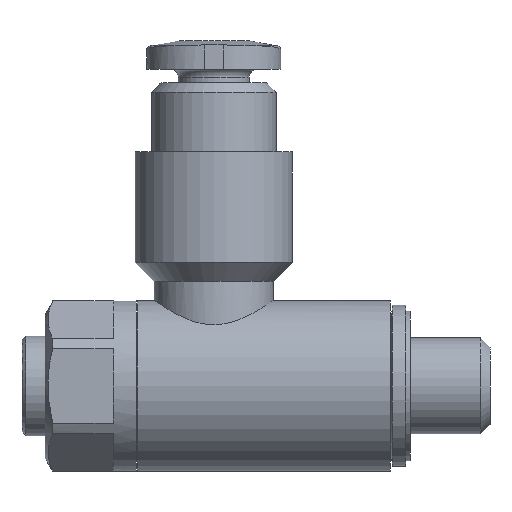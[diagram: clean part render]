
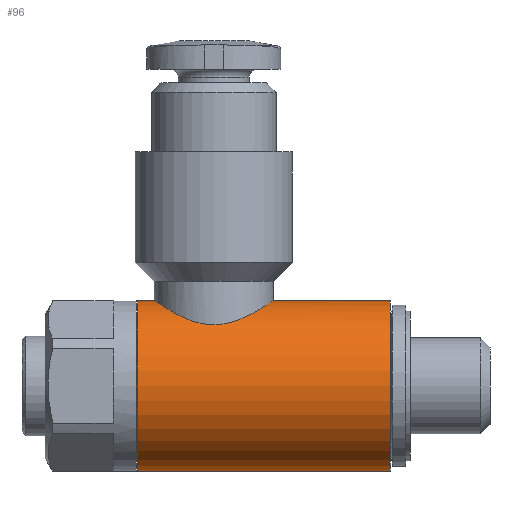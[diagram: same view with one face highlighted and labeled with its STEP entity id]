
A CAD part, left-side view. The second image highlights one B-rep face of the part: STEP entity #96.
In plain terms, the highlighted cylindrical face has radius 4.45 mm (diameter 8.9 mm), a full revolution.
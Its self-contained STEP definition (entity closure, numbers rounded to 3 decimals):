
#96 = ADVANCED_FACE( '', ( #248, #249, #250 ), #251, .T. );
#248 = FACE_OUTER_BOUND( '', #489, .T. );
#249 = FACE_OUTER_BOUND( '', #490, .T. );
#250 = FACE_BOUND( '', #491, .T. );
#251 = CYLINDRICAL_SURFACE( '', #492, 4.45 );
#489 = EDGE_LOOP( '', ( #733 ) );
#490 = EDGE_LOOP( '', ( #734 ) );
#491 = EDGE_LOOP( '', ( #735 ) );
#492 = AXIS2_PLACEMENT_3D( '', #736, #737, #738 );
#733 = ORIENTED_EDGE( '', *, *, #1191, .F. );
#734 = ORIENTED_EDGE( '', *, *, #1192, .T. );
#735 = ORIENTED_EDGE( '', *, *, #1193, .F. );
#736 = CARTESIAN_POINT( '', ( 0., -14.4, 0. ) );
#737 = DIRECTION( '', ( 0., 1., 0. ) );
#738 = DIRECTION( '', ( 0., 0., -1. ) );
#1191 = EDGE_CURVE( '', #1370, #1370, #1371, .T. );
#1192 = EDGE_CURVE( '', #1372, #1372, #1373, .T. );
#1193 = EDGE_CURVE( '', #1374, #1374, #1375, .T. );
#1370 = VERTEX_POINT( '', #1627 );
#1371 = CIRCLE( '', #1628, 4.45 );
#1372 = VERTEX_POINT( '', #1629 );
#1373 = CIRCLE( '', #1630, 4.45 );
#1374 = VERTEX_POINT( '', #1631 );
#1375 = B_SPLINE_CURVE_WITH_KNOTS( '', 3, ( #1632, #1633, #1634, #1635, #1636, #1637, #1638, #1639, #1640, #1641, #1642, #1643, #1644, #1645, #1646, #1647, #1648, #1649, #1650, #1651, #1652, #1653, #1654, #1655, #1656, #1657, #1658, #1659, #1660, #1661, #1662, #1663, #1664, #1665, #1666, #1667, #1668, #1669, #1670, #1671, #1672, #1673, #1674, #1675, #1676, #1677, #1678, #1679, #1680, #1681, #1682, #1683, #1684, #1685, #1686, #1687, #1688, #1689, #1690, #1691, #1692, #1693, #1694, #1695 ), .UNSPECIFIED., .T., .F., ( 2, 2, 2, 2, 2, 2, 2, 2, 2, 2, 2, 2, 2, 2, 2, 2, 2, 2, 2, 2, 2, 2, 2, 2, 2, 2, 2, 2, 2, 2, 2, 2, 2, 2 ), ( -0.001, 0., 0.001, 0.001, 0.002, 0.003, 0.003, 0.004, 0.004, 0.005, 0.006, 0.006, 0.007, 0.008, 0.009, 0.009, 0.01, 0.011, 0.011, 0.012, 0.013, 0.013, 0.014, 0.014, 0.015, 0.016, 0.016, 0.017, 0.018, 0.018, 0.019, 0.019, 0.02, 0.021 ), .UNSPECIFIED. );
#1627 = CARTESIAN_POINT( '', ( 0., -9.2, -4.45 ) );
#1628 = AXIS2_PLACEMENT_3D( '', #2119, #2120, #2121 );
#1629 = CARTESIAN_POINT( '', ( 0., 4., -4.45 ) );
#1630 = AXIS2_PLACEMENT_3D( '', #2122, #2123, #2124 );
#1631 = CARTESIAN_POINT( '', ( -3.1, 0., 3.193 ) );
#1632 = CARTESIAN_POINT( '', ( -3.1, 0.213, 3.193 ) );
#1633 = CARTESIAN_POINT( '', ( -3.1, -0.213, 3.193 ) );
#1634 = CARTESIAN_POINT( '', ( -3.078, -0.42, 3.214 ) );
#1635 = CARTESIAN_POINT( '', ( -2.995, -0.825, 3.291 ) );
#1636 = CARTESIAN_POINT( '', ( -2.933, -1.022, 3.348 ) );
#1637 = CARTESIAN_POINT( '', ( -2.778, -1.391, 3.478 ) );
#1638 = CARTESIAN_POINT( '', ( -2.683, -1.566, 3.553 ) );
#1639 = CARTESIAN_POINT( '', ( -2.463, -1.892, 3.708 ) );
#1640 = CARTESIAN_POINT( '', ( -2.34, -2.042, 3.788 ) );
#1641 = CARTESIAN_POINT( '', ( -2.065, -2.32, 3.945 ) );
#1642 = CARTESIAN_POINT( '', ( -1.912, -2.448, 4.022 ) );
#1643 = CARTESIAN_POINT( '', ( -1.586, -2.671, 4.162 ) );
#1644 = CARTESIAN_POINT( '', ( -1.412, -2.767, 4.225 ) );
#1645 = CARTESIAN_POINT( '', ( -1.039, -2.928, 4.331 ) );
#1646 = CARTESIAN_POINT( '', ( -0.838, -2.992, 4.375 ) );
#1647 = CARTESIAN_POINT( '', ( -0.431, -3.077, 4.434 ) );
#1648 = CARTESIAN_POINT( '', ( -0.219, -3.099, 4.45 ) );
#1649 = CARTESIAN_POINT( '', ( 0.204, -3.101, 4.45 ) );
#1650 = CARTESIAN_POINT( '', ( 0.412, -3.08, 4.436 ) );
#1651 = CARTESIAN_POINT( '', ( 0.823, -2.996, 4.378 ) );
#1652 = CARTESIAN_POINT( '', ( 1.023, -2.934, 4.335 ) );
#1653 = CARTESIAN_POINT( '', ( 1.398, -2.774, 4.229 ) );
#1654 = CARTESIAN_POINT( '', ( 1.577, -2.676, 4.165 ) );
#1655 = CARTESIAN_POINT( '', ( 1.906, -2.453, 4.025 ) );
#1656 = CARTESIAN_POINT( '', ( 2.057, -2.327, 3.949 ) );
#1657 = CARTESIAN_POINT( '', ( 2.474, -1.909, 3.712 ) );
#1658 = CARTESIAN_POINT( '', ( 2.694, -1.585, 3.547 ) );
#1659 = CARTESIAN_POINT( '', ( 2.931, -1.029, 3.35 ) );
#1660 = CARTESIAN_POINT( '', ( 2.993, -0.835, 3.294 ) );
#1661 = CARTESIAN_POINT( '', ( 3.077, -0.428, 3.215 ) );
#1662 = CARTESIAN_POINT( '', ( 3.1, -0.216, 3.193 ) );
#1663 = CARTESIAN_POINT( '', ( 3.1, 0.202, 3.192 ) );
#1664 = CARTESIAN_POINT( '', ( 3.079, 0.415, 3.213 ) );
#1665 = CARTESIAN_POINT( '', ( 2.996, 0.823, 3.291 ) );
#1666 = CARTESIAN_POINT( '', ( 2.935, 1.019, 3.347 ) );
#1667 = CARTESIAN_POINT( '', ( 2.778, 1.39, 3.478 ) );
#1668 = CARTESIAN_POINT( '', ( 2.684, 1.563, 3.552 ) );
#1669 = CARTESIAN_POINT( '', ( 2.467, 1.888, 3.706 ) );
#1670 = CARTESIAN_POINT( '', ( 2.341, 2.041, 3.788 ) );
#1671 = CARTESIAN_POINT( '', ( 2.066, 2.319, 3.944 ) );
#1672 = CARTESIAN_POINT( '', ( 1.916, 2.445, 4.02 ) );
#1673 = CARTESIAN_POINT( '', ( 1.588, 2.67, 4.161 ) );
#1674 = CARTESIAN_POINT( '', ( 1.409, 2.769, 4.225 ) );
#1675 = CARTESIAN_POINT( '', ( 1.035, 2.929, 4.332 ) );
#1676 = CARTESIAN_POINT( '', ( 0.838, 2.992, 4.375 ) );
#1677 = CARTESIAN_POINT( '', ( 0.426, 3.078, 4.434 ) );
#1678 = CARTESIAN_POINT( '', ( 0.217, 3.1, 4.45 ) );
#1679 = CARTESIAN_POINT( '', ( -0.203, 3.1, 4.45 ) );
#1680 = CARTESIAN_POINT( '', ( -0.417, 3.079, 4.435 ) );
#1681 = CARTESIAN_POINT( '', ( -0.826, 2.995, 4.378 ) );
#1682 = CARTESIAN_POINT( '', ( -1.025, 2.933, 4.335 ) );
#1683 = CARTESIAN_POINT( '', ( -1.403, 2.772, 4.228 ) );
#1684 = CARTESIAN_POINT( '', ( -1.579, 2.675, 4.164 ) );
#1685 = CARTESIAN_POINT( '', ( -1.909, 2.451, 4.024 ) );
#1686 = CARTESIAN_POINT( '', ( -2.062, 2.323, 3.947 ) );
#1687 = CARTESIAN_POINT( '', ( -2.337, 2.046, 3.79 ) );
#1688 = CARTESIAN_POINT( '', ( -2.462, 1.894, 3.709 ) );
#1689 = CARTESIAN_POINT( '', ( -2.682, 1.567, 3.553 ) );
#1690 = CARTESIAN_POINT( '', ( -2.776, 1.394, 3.48 ) );
#1691 = CARTESIAN_POINT( '', ( -2.931, 1.028, 3.35 ) );
#1692 = CARTESIAN_POINT( '', ( -2.994, 0.831, 3.293 ) );
#1693 = CARTESIAN_POINT( '', ( -3.078, 0.423, 3.214 ) );
#1694 = CARTESIAN_POINT( '', ( -3.1, 0.213, 3.193 ) );
#1695 = CARTESIAN_POINT( '', ( -3.1, -0.213, 3.193 ) );
#2119 = CARTESIAN_POINT( '', ( 0., -9.2, 0. ) );
#2120 = DIRECTION( '', ( 0., -1., 0. ) );
#2121 = DIRECTION( '', ( 0., 0., -1. ) );
#2122 = CARTESIAN_POINT( '', ( 0., 4., 0. ) );
#2123 = DIRECTION( '', ( 0., -1., 0. ) );
#2124 = DIRECTION( '', ( 0., 0., -1. ) );
